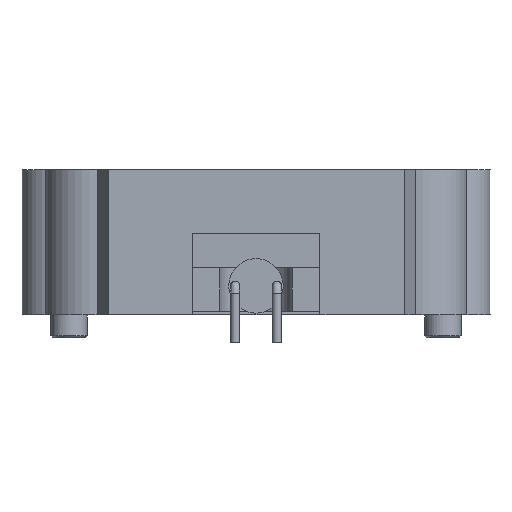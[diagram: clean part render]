
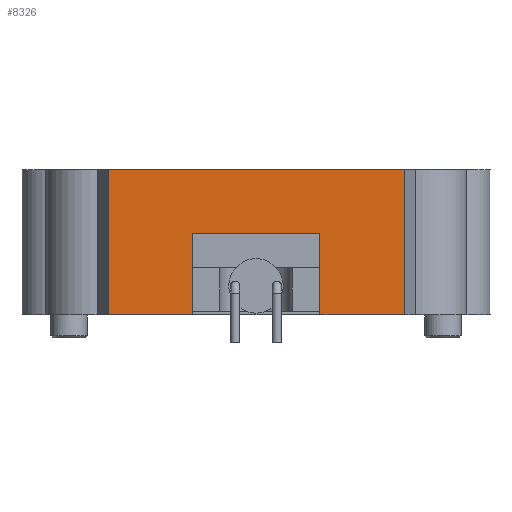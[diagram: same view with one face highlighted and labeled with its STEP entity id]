
A CAD part, left-side view. The second image highlights one B-rep face of the part: STEP entity #8326.
In plain terms, the highlighted planar face has unit normal (-1, 0, 0).
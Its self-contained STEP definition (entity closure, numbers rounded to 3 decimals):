
#502=FACE_OUTER_BOUND('',#1000,.T.);
#1000=EDGE_LOOP('',(#5883,#5884,#5885,#5886,#5887,#5888,#5889,#5890));
#1480=LINE('',#11630,#2490);
#1489=LINE('',#11668,#2499);
#1544=LINE('',#11825,#2554);
#1548=LINE('',#11850,#2558);
#1573=LINE('',#11900,#2583);
#1574=LINE('',#11902,#2584);
#1593=LINE('',#11937,#2603);
#1594=LINE('',#11939,#2604);
#2490=VECTOR('',#9516,10.);
#2499=VECTOR('',#9547,10.);
#2554=VECTOR('',#9662,10.);
#2558=VECTOR('',#9684,10.);
#2583=VECTOR('',#9751,10.);
#2584=VECTOR('',#9754,10.);
#2603=VECTOR('',#9805,10.);
#2604=VECTOR('',#9808,10.);
#3501=VERTEX_POINT('',#11627);
#3502=VERTEX_POINT('',#11629);
#3519=VERTEX_POINT('',#11665);
#3520=VERTEX_POINT('',#11667);
#3563=VERTEX_POINT('',#11764);
#3592=VERTEX_POINT('',#11823);
#3601=VERTEX_POINT('',#11843);
#3604=VERTEX_POINT('',#11848);
#4330=EDGE_CURVE('',#3501,#3502,#1480,.T.);
#4349=EDGE_CURVE('',#3519,#3520,#1489,.T.);
#4428=EDGE_CURVE('',#3592,#3563,#1544,.T.);
#4440=EDGE_CURVE('',#3604,#3601,#1548,.T.);
#4465=EDGE_CURVE('',#3519,#3563,#1573,.T.);
#4466=EDGE_CURVE('',#3520,#3604,#1574,.T.);
#4485=EDGE_CURVE('',#3501,#3601,#1593,.T.);
#4486=EDGE_CURVE('',#3502,#3592,#1594,.T.);
#5883=ORIENTED_EDGE('',*,*,#4330,.F.);
#5884=ORIENTED_EDGE('',*,*,#4485,.T.);
#5885=ORIENTED_EDGE('',*,*,#4440,.F.);
#5886=ORIENTED_EDGE('',*,*,#4466,.F.);
#5887=ORIENTED_EDGE('',*,*,#4349,.F.);
#5888=ORIENTED_EDGE('',*,*,#4465,.T.);
#5889=ORIENTED_EDGE('',*,*,#4428,.F.);
#5890=ORIENTED_EDGE('',*,*,#4486,.F.);
#7920=PLANE('',#8942);
#8326=ADVANCED_FACE('',(#502),#7920,.T.);
#8942=AXIS2_PLACEMENT_3D('',#11938,#9806,#9807);
#9516=DIRECTION('',(0.,1.,0.));
#9547=DIRECTION('',(0.,1.,0.));
#9662=DIRECTION('',(0.,-1.,0.));
#9684=DIRECTION('',(0.,1.,0.));
#9751=DIRECTION('',(0.,0.,1.));
#9754=DIRECTION('',(0.,0.,1.));
#9805=DIRECTION('',(0.,0.,1.));
#9806=DIRECTION('center_axis',(-1.,0.,0.));
#9807=DIRECTION('ref_axis',(0.,-1.,0.));
#9808=DIRECTION('',(0.,0.,1.));
#11627=CARTESIAN_POINT('',(-43.8,3.476,0.));
#11629=CARTESIAN_POINT('',(-43.8,8.129,0.));
#11630=CARTESIAN_POINT('',(-43.8,-8.194,0.));
#11665=CARTESIAN_POINT('',(-43.8,-8.194,0.));
#11667=CARTESIAN_POINT('',(-43.8,-3.524,0.));
#11668=CARTESIAN_POINT('',(-43.8,-8.194,0.));
#11764=CARTESIAN_POINT('',(-43.8,-8.194,8.));
#11823=CARTESIAN_POINT('',(-43.8,8.129,8.));
#11825=CARTESIAN_POINT('',(-43.8,4.065,8.));
#11843=CARTESIAN_POINT('',(-43.8,3.476,4.5));
#11848=CARTESIAN_POINT('',(-43.8,-3.524,4.5));
#11850=CARTESIAN_POINT('',(-43.8,4.065,4.5));
#11900=CARTESIAN_POINT('',(-43.8,-8.194,0.));
#11902=CARTESIAN_POINT('',(-43.8,-3.524,0.));
#11937=CARTESIAN_POINT('',(-43.8,3.476,0.));
#11938=CARTESIAN_POINT('Origin',(-43.8,8.129,0.));
#11939=CARTESIAN_POINT('',(-43.8,8.129,0.));
